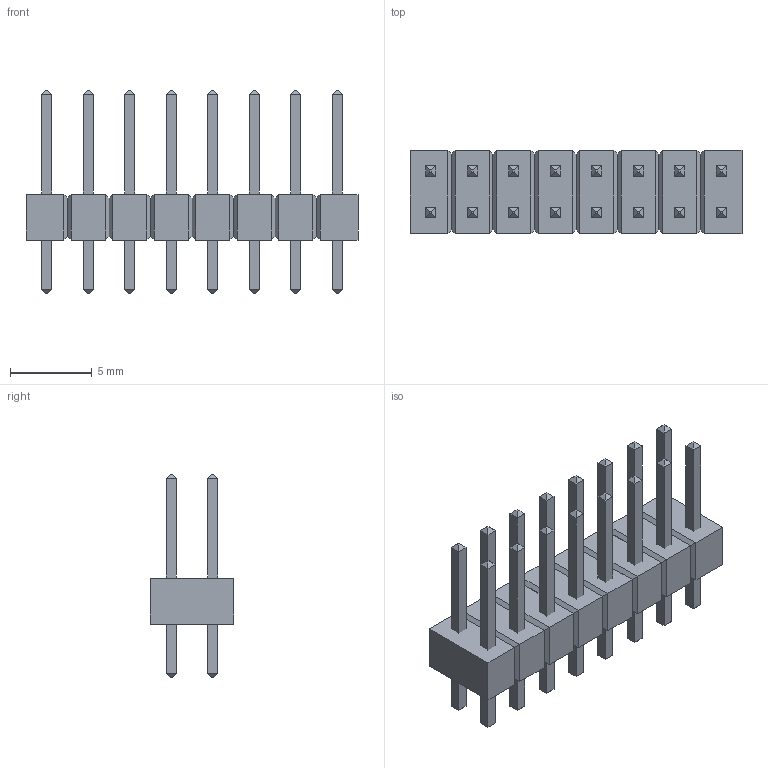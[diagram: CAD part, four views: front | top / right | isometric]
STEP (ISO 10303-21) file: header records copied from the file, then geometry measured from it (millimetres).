
FILE_DESCRIPTION(('FreeCAD Model'),'2;1');
FILE_NAME('238845.2.1.stp','2023-04-24T11:26:28',( 'Author'),(''),'Open CASCADE STEP processor 6.9','FreeCAD','Unknown' );
FILE_SCHEMA(('AUTOMOTIVE_DESIGN { 1 0 10303 214 1 1 1 1 }'));
Length unit declared in the file: millimetre
Products named in the file (3): ASSEMBLY; Body; LeadsArray
Assembly tree (2 placements, depth 2):
  ASSEMBLY
    Body
    LeadsArray
Bounding box: 20.32 x 5.08 x 12.39 mm (x, y, z)
Volume: 361.9 mm3; surface area: 869.5 mm2
Topology: 17 solids, 17 shells, 314 faces, 628 edges, 348 vertices
Faces by surface type: plane 314
Entity records: 15899 total; most frequent: CARTESIAN_POINT 2661, DIRECTION 2406, LINE 1772, VECTOR 1772, ORIENTED_EDGE 1256, PCURVE 1256, DEFINITIONAL_REPRESENTATION 1256, EDGE_CURVE 628
